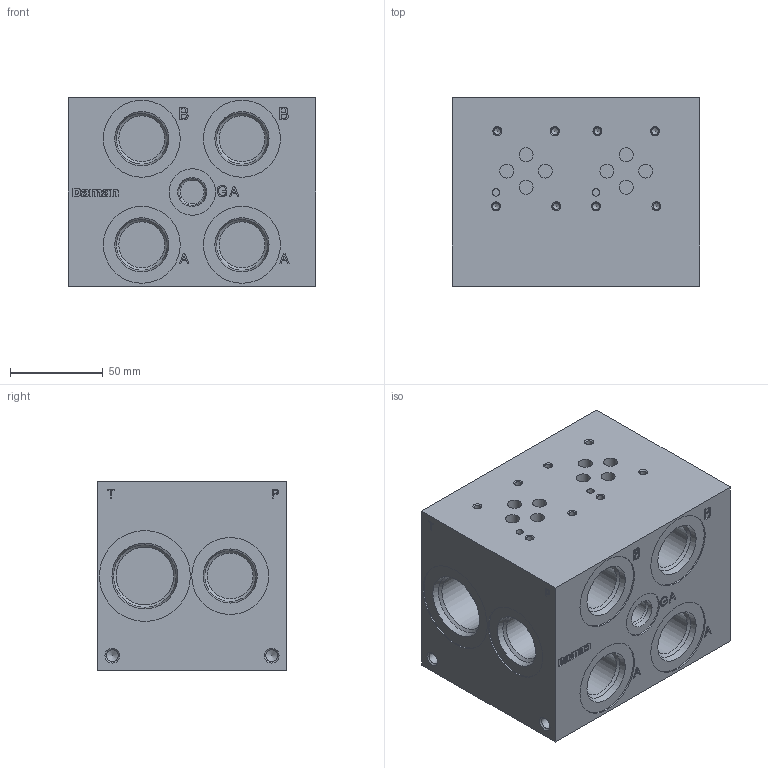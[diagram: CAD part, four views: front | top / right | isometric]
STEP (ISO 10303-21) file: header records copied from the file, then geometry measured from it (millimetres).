
FILE_DESCRIPTION( ( 'STEP AP214' ), ' ' );
FILE_NAME( 'AD03HP022S_S.stp', '2018-04-21T01:08:42', ( '' ), ( '' ), ' ', 'PARTsolutions', ' ' );
FILE_SCHEMA( ( 'AUTOMOTIVE_DESIGN { 1 0 10303 214 1 1 1 1 }' ) );
Length unit declared in the file: inch
Products named in the file (1): _AD03HP022S/S
Bounding box: 133.35 x 101.6 x 101.6 mm (x, y, z)
Volume: 1230580.3 mm3; surface area: 98688.1 mm2
Topology: 1 solids, 1 shells, 370 faces, 891 edges, 580 vertices
Faces by surface type: plane 225, cylinder 99, cone 46
Full cylindrical faces by diameter (mm): 3.68 x8, 4.013 x2, 6.411 x4, 7.493 x8, 12.761 x1, 22.25 x1, 23.749 x1, 24.696 x6, 25.019 x1, 26.213 x1, 27.407 x1, 31.046 x2, 41.453 x6, 48.971 x2
Entity records: 13125 total; most frequent: DIRECTION 1755, CARTESIAN_POINT 1729, ORIENTED_EDGE 1566, EDGE_CURVE 783, AXIS2_PLACEMENT_3D 601, VERTEX_POINT 575, LINE 553, VECTOR 553
